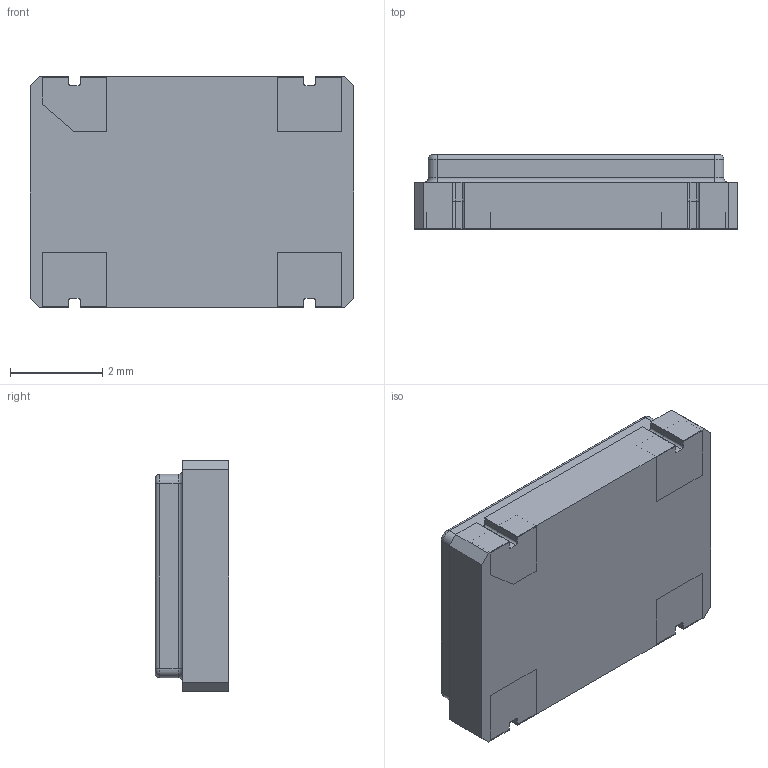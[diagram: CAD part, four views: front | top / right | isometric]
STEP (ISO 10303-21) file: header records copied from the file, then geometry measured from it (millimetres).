
FILE_DESCRIPTION (( 'STEP AP214' ), '1' );
FILE_NAME ('2BDB0635-941D-495B-B8FB-15E9BF3CB197.STEP', '2008-08-15T05:23:04', ( 'SysAdmin' ), ( 'SolidWorks' ), 'SwSTEP 2.0', 'SolidWorks 2008', '' );
FILE_SCHEMA (( 'AUTOMOTIVE_DESIGN' ));
Length unit declared in the file: millimetre
Products named in the file (1): 2BDB0635-941D-495B-B8FB-15E9BF3CB197
Bounding box: 7 x 1.6 x 5 mm (x, y, z)
Volume: 51.6 mm3; surface area: 141.1 mm2
Topology: 5 solids, 5 shells, 186 faces, 492 edges, 319 vertices
Faces by surface type: plane 130, cylinder 28, bspline 20, torus 7, sphere 1
Entity records: 7390 total; most frequent: CARTESIAN_POINT 1985, ORIENTED_EDGE 982, DIRECTION 848, EDGE_CURVE 491, VECTOR 388, LINE 388, VERTEX_POINT 319, AXIS2_PLACEMENT_3D 230
